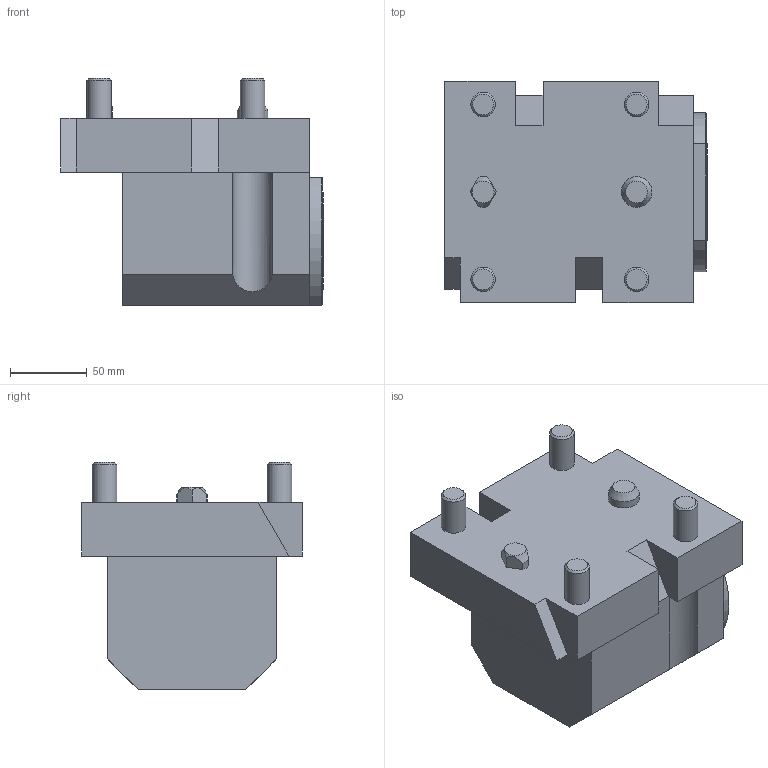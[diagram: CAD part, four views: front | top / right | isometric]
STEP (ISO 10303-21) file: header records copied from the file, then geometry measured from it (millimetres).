
FILE_DESCRIPTION(/* description */ (''),/* implementation_level */ '2;1');
FILE_NAME(/* name */ '1597322513891.stp',/* time_stamp */ '2020-08-13T14:42:02+02:00',/* author */ (''),/* organization */ ('SMS'),/* preprocessor_version */ 'ST-DEVELOPER v16.7',/* originating_system */ 'SIEMENS PLM Software NX 12.0',/* authorisation */ '');
FILE_SCHEMA (('AUTOMOTIVE_DESIGN { 1 0 10303 214 3 1 1 1 }'));
Length unit declared in the file: millimetre
Products named in the file (1): 201639616mod000_01
Bounding box: 171 x 144 x 148 mm (x, y, z)
Volume: 1896588.7 mm3; surface area: 120836.7 mm2
Topology: 1 solids, 1 shells, 71 faces, 174 edges, 118 vertices
Faces by surface type: plane 44, cone 14, cylinder 13
Full cylindrical faces by diameter (mm): 4 x1, 16 x4, 19.994 x1, 63 x1
Entity records: 2117 total; most frequent: CARTESIAN_POINT 445, DIRECTION 340, ORIENTED_EDGE 308, EDGE_CURVE 154, AXIS2_PLACEMENT_3D 120, VERTEX_POINT 108, LINE 100, VECTOR 100
